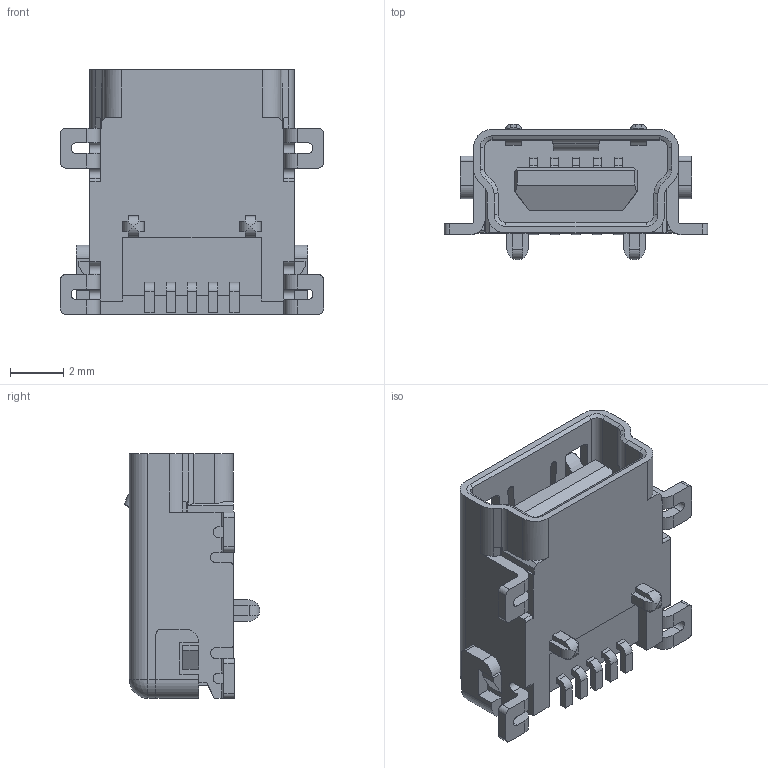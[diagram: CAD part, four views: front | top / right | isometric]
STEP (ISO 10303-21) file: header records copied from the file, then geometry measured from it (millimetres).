
FILE_DESCRIPTION((''),'2;1');
FILE_NAME('C-3-1734035-2','2016-06-03T',('workeradm'),('Tyco Electronics Ltd.'),'CREO PARAMETRIC BY PTC INC, 2015200','CREO PARAMETRIC BY PTC INC, 2015200','');
FILE_SCHEMA(('AUTOMOTIVE_DESIGN { 1 0 10303 214 1 1 1 1 }'));
Length unit declared in the file: millimetre
Products named in the file (1): C-3-1734035-2
Bounding box: 9.9 x 5.09 x 9.2 mm (x, y, z)
Volume: 181.4 mm3; surface area: 480.6 mm2
Topology: 1 solids, 1 shells, 374 faces, 1056 edges, 686 vertices
Faces by surface type: plane 231, cylinder 119, bspline 14, cone 8, sphere 2
Entity records: 12633 total; most frequent: CARTESIAN_POINT 2810, ORIENTED_EDGE 2112, DIRECTION 1962, EDGE_CURVE 1056, VECTOR 774, LINE 774, VERTEX_POINT 686, AXIS2_PLACEMENT_3D 594
